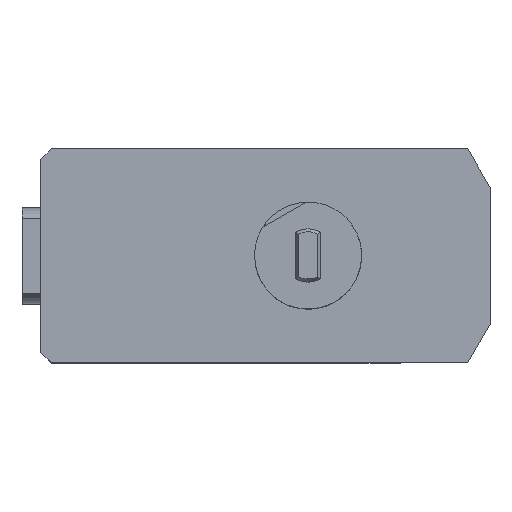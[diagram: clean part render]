
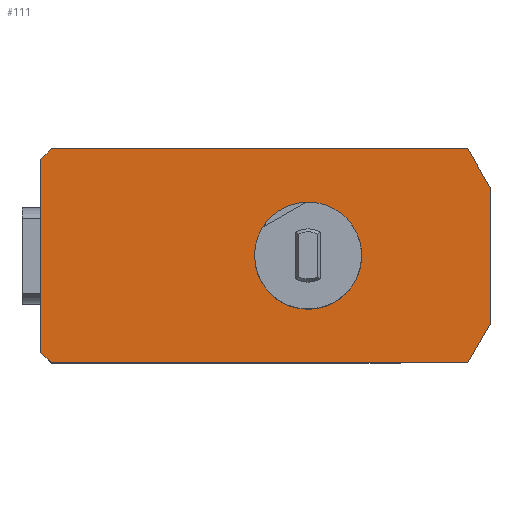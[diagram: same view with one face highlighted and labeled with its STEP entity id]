
A CAD part, top view. The second image highlights one B-rep face of the part: STEP entity #111.
In plain terms, the highlighted planar face has unit normal (0, 0, 1).
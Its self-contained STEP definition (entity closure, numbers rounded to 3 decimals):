
#111=ADVANCED_FACE('',(#222,#223),#154,.F.);
#154=PLANE('',#919);
#195=CIRCLE('',#909,25.);
#222=FACE_BOUND('',#267,.T.);
#223=FACE_BOUND('',#268,.T.);
#267=EDGE_LOOP('',(#388,#389,#390,#391,#392,#393,#394,#395));
#268=EDGE_LOOP('',(#396));
#388=ORIENTED_EDGE('',*,*,#656,.T.);
#389=ORIENTED_EDGE('',*,*,#657,.F.);
#390=ORIENTED_EDGE('',*,*,#658,.T.);
#391=ORIENTED_EDGE('',*,*,#659,.F.);
#392=ORIENTED_EDGE('',*,*,#660,.F.);
#393=ORIENTED_EDGE('',*,*,#661,.F.);
#394=ORIENTED_EDGE('',*,*,#662,.F.);
#395=ORIENTED_EDGE('',*,*,#663,.F.);
#396=ORIENTED_EDGE('',*,*,#647,.F.);
#563=VERTEX_POINT('',#1317);
#568=VERTEX_POINT('',#1338);
#569=VERTEX_POINT('',#1339);
#570=VERTEX_POINT('',#1341);
#571=VERTEX_POINT('',#1343);
#572=VERTEX_POINT('',#1345);
#573=VERTEX_POINT('',#1347);
#574=VERTEX_POINT('',#1349);
#575=VERTEX_POINT('',#1351);
#647=EDGE_CURVE('',#563,#563,#195,.T.);
#656=EDGE_CURVE('',#568,#569,#741,.T.);
#657=EDGE_CURVE('',#570,#569,#742,.T.);
#658=EDGE_CURVE('',#570,#571,#743,.T.);
#659=EDGE_CURVE('',#572,#571,#744,.T.);
#660=EDGE_CURVE('',#573,#572,#745,.T.);
#661=EDGE_CURVE('',#574,#573,#746,.T.);
#662=EDGE_CURVE('',#575,#574,#747,.T.);
#663=EDGE_CURVE('',#568,#575,#748,.T.);
#741=LINE('',#1337,#811);
#742=LINE('',#1340,#812);
#743=LINE('',#1342,#813);
#744=LINE('',#1344,#814);
#745=LINE('',#1346,#815);
#746=LINE('',#1348,#816);
#747=LINE('',#1350,#817);
#748=LINE('',#1352,#818);
#811=VECTOR('',#1076,1.);
#812=VECTOR('',#1077,1.);
#813=VECTOR('',#1078,1.);
#814=VECTOR('',#1079,1.);
#815=VECTOR('',#1080,1.);
#816=VECTOR('',#1081,1.);
#817=VECTOR('',#1082,1.);
#818=VECTOR('',#1083,1.);
#909=AXIS2_PLACEMENT_3D('',#1316,#1050,#1051);
#919=AXIS2_PLACEMENT_3D('',#1353,#1084,#1085);
#1050=DIRECTION('',(0.,0.,1.));
#1051=DIRECTION('',(-1.,0.,0.));
#1076=DIRECTION('',(0.,1.,0.));
#1077=DIRECTION('',(0.5,-0.866,0.));
#1078=DIRECTION('',(-1.,0.,0.));
#1079=DIRECTION('',(0.707,0.707,0.));
#1080=DIRECTION('',(0.,1.,0.));
#1081=DIRECTION('',(-0.707,0.707,0.));
#1082=DIRECTION('',(-1.,0.,0.));
#1083=DIRECTION('',(-0.5,-0.866,0.));
#1084=DIRECTION('',(0.,0.,-1.));
#1085=DIRECTION('',(-1.,0.,0.));
#1316=CARTESIAN_POINT('',(0.,0.,
0.));
#1317=CARTESIAN_POINT('',(-25.,0.,0.));
#1337=CARTESIAN_POINT('',(85.,-50.,0.));
#1338=CARTESIAN_POINT('',(85.,-32.,0.));
#1339=CARTESIAN_POINT('',(85.,32.,0.));
#1340=CARTESIAN_POINT('',(85.,32.,0.));
#1341=CARTESIAN_POINT('',(74.608,50.,0.));
#1342=CARTESIAN_POINT('',(85.,50.,0.));
#1343=CARTESIAN_POINT('',(-120.,50.,0.));
#1344=CARTESIAN_POINT('',(-125.,45.,0.));
#1345=CARTESIAN_POINT('',(-125.,45.,0.));
#1346=CARTESIAN_POINT('',(-125.,-50.,0.));
#1347=CARTESIAN_POINT('',(-125.,-45.,0.));
#1348=CARTESIAN_POINT('',(-125.,-45.,0.));
#1349=CARTESIAN_POINT('',(-120.,-50.,0.));
#1350=CARTESIAN_POINT('',(85.,-50.,0.));
#1351=CARTESIAN_POINT('',(74.608,-50.,0.));
#1352=CARTESIAN_POINT('',(85.,-32.,0.));
#1353=CARTESIAN_POINT('',(85.,-50.,0.));
